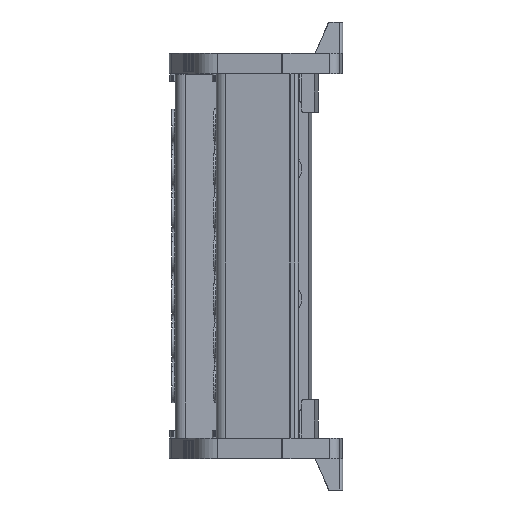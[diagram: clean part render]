
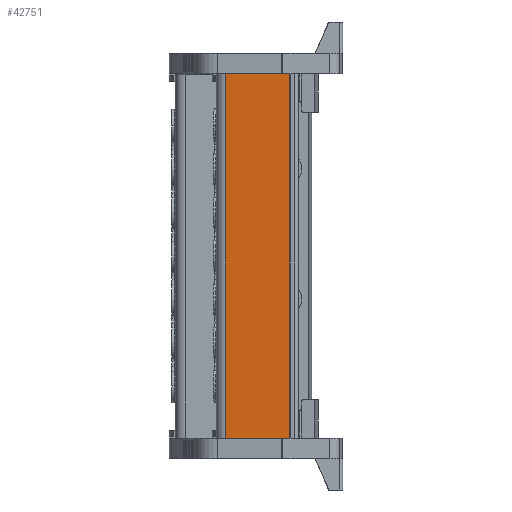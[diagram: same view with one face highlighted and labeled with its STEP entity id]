
A CAD part, front view. The second image highlights one B-rep face of the part: STEP entity #42751.
In plain terms, the highlighted planar face has unit normal (-0.104, -0.995, 0).
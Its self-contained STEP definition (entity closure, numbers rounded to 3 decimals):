
#1572 = CARTESIAN_POINT ( 'NONE',  ( 1902.332, 759.678, 111.02 ) ) ;
#1600 = CARTESIAN_POINT ( 'NONE',  ( 1882.548, 761.757, 111.02 ) ) ;
#1621 = CARTESIAN_POINT ( 'NONE',  ( 1902.332, 759.678, 6. ) ) ;
#1630 = CARTESIAN_POINT ( 'NONE',  ( 1882.548, 761.757, 6. ) ) ;
#21764 = VECTOR ( 'NONE', #24418, 1000. ) ;
#21789 = VECTOR ( 'NONE', #24363, 1000. ) ;
#22819 = VECTOR ( 'NONE', #23924, 1000. ) ;
#22894 = VECTOR ( 'NONE', #24193, 1000. ) ;
#23913 = LINE ( 'NONE', #23952, #22819 ) ;
#23924 = DIRECTION ( 'NONE',  ( -0.995, 0.105, 0. ) ) ;
#23952 = CARTESIAN_POINT ( 'NONE',  ( 1890.867, 760.883, 6. ) ) ;
#24177 = LINE ( 'NONE', #24200, #22894 ) ;
#24193 = DIRECTION ( 'NONE',  ( 0., 0., -1. ) ) ;
#24200 = CARTESIAN_POINT ( 'NONE',  ( 1902.332, 759.678, 110.62 ) ) ;
#24340 = LINE ( 'NONE', #24413, #21789 ) ;
#24363 = DIRECTION ( 'NONE',  ( 0.995, -0.105, 0. ) ) ;
#24413 = CARTESIAN_POINT ( 'NONE',  ( 1890.867, 760.883, 111.02 ) ) ;
#24418 = DIRECTION ( 'NONE',  ( 0., 0., -1. ) ) ;
#24434 = CARTESIAN_POINT ( 'NONE',  ( 1882.548, 761.757, 110.62 ) ) ;
#24444 = LINE ( 'NONE', #24434, #21764 ) ;
#27392 = AXIS2_PLACEMENT_3D ( 'NONE', #29044, #29032, #29039 ) ;
#29031 = PLANE ( 'NONE',  #27392 ) ;
#29032 = DIRECTION ( 'NONE',  ( -0.105, -0.995, 0. ) ) ;
#29039 = DIRECTION ( 'NONE',  ( 0.995, -0.105, 0. ) ) ;
#29044 = CARTESIAN_POINT ( 'NONE',  ( 1890.867, 760.883, 110.62 ) ) ;
#29048 = FACE_OUTER_BOUND ( 'NONE', #39923, .T. ) ;
#39923 = EDGE_LOOP ( 'NONE', ( #51433, #51448, #51454, #51435 ) ) ;
#41973 = EDGE_CURVE ( 'NONE', #58855, #58868, #23913, .T. ) ;
#42019 = EDGE_CURVE ( 'NONE', #58863, #58855, #24177, .T. ) ;
#42064 = EDGE_CURVE ( 'NONE', #58895, #58863, #24340, .T. ) ;
#42074 = EDGE_CURVE ( 'NONE', #58895, #58868, #24444, .T. ) ;
#42751 = ADVANCED_FACE ( 'NONE', ( #29048 ), #29031, .T. ) ;
#51433 = ORIENTED_EDGE ( 'NONE', *, *, #42064, .F. ) ;
#51435 = ORIENTED_EDGE ( 'NONE', *, *, #42019, .F. ) ;
#51448 = ORIENTED_EDGE ( 'NONE', *, *, #42074, .T. ) ;
#51454 = ORIENTED_EDGE ( 'NONE', *, *, #41973, .F. ) ;
#58855 = VERTEX_POINT ( 'NONE', #1621 ) ;
#58863 = VERTEX_POINT ( 'NONE', #1572 ) ;
#58868 = VERTEX_POINT ( 'NONE', #1630 ) ;
#58895 = VERTEX_POINT ( 'NONE', #1600 ) ;
